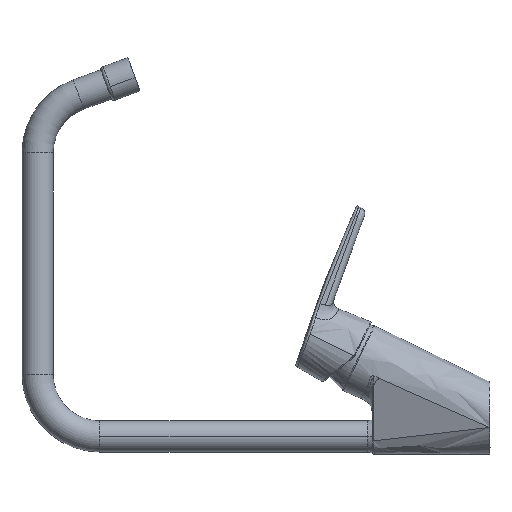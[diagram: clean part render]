
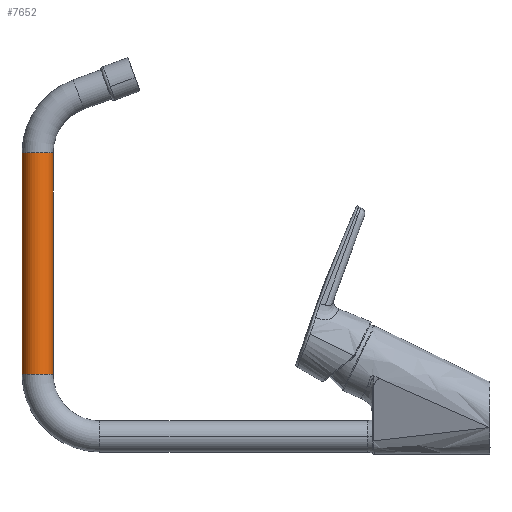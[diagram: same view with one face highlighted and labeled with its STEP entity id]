
A CAD part, left-side view. The second image highlights one B-rep face of the part: STEP entity #7652.
In plain terms, the highlighted cylindrical face has radius 10 mm (diameter 20 mm), a partial arc.
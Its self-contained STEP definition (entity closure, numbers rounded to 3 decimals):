
#51 = VERTEX_POINT ( 'NONE', #6931 ) ;
#198 = EDGE_CURVE ( 'NONE', #51, #8001, #3442, .T. ) ;
#370 = FACE_OUTER_BOUND ( 'NONE', #10805, .T. ) ;
#406 = DIRECTION ( 'NONE',  ( 0., 0., -1. ) ) ;
#638 = VERTEX_POINT ( 'NONE', #9921 ) ;
#948 = DIRECTION ( 'NONE',  ( 0., 0., -1. ) ) ;
#1080 = AXIS2_PLACEMENT_3D ( 'NONE', #8633, #9744, #3837 ) ;
#2232 = CARTESIAN_POINT ( 'NONE',  ( 0., 280.7, 28.25 ) ) ;
#2272 = VECTOR ( 'NONE', #3667, 1000. ) ;
#2472 = AXIS2_PLACEMENT_3D ( 'NONE', #12966, #948, #11660 ) ;
#2643 = LINE ( 'NONE', #11932, #2272 ) ;
#3442 = CIRCLE ( 'NONE', #2472, 10. ) ;
#3661 = VERTEX_POINT ( 'NONE', #2232 ) ;
#3667 = DIRECTION ( 'NONE',  ( 0., 0., -1. ) ) ;
#3837 = DIRECTION ( 'NONE',  ( 0., 1., 0. ) ) ;
#4266 = ORIENTED_EDGE ( 'NONE', *, *, #198, .T. ) ;
#5439 = CARTESIAN_POINT ( 'NONE',  ( 0., 300.7, 170.403 ) ) ;
#5750 = ORIENTED_EDGE ( 'NONE', *, *, #12646, .F. ) ;
#5780 = CARTESIAN_POINT ( 'NONE',  ( 0., 300.7, 170.403 ) ) ;
#6931 = CARTESIAN_POINT ( 'NONE',  ( 0., 280.7, 170.403 ) ) ;
#7003 = LINE ( 'NONE', #5439, #14707 ) ;
#7326 = ORIENTED_EDGE ( 'NONE', *, *, #13721, .F. ) ;
#7652 = ADVANCED_FACE ( 'NONE', ( #370 ), #9478, .T. ) ;
#7950 = AXIS2_PLACEMENT_3D ( 'NONE', #11771, #10456, #14294 ) ;
#8001 = VERTEX_POINT ( 'NONE', #5780 ) ;
#8633 = CARTESIAN_POINT ( 'NONE',  ( 0., 290.7, 28.25 ) ) ;
#9478 = CYLINDRICAL_SURFACE ( 'NONE', #7950, 10. ) ;
#9744 = DIRECTION ( 'NONE',  ( 0., 0., -1. ) ) ;
#9921 = CARTESIAN_POINT ( 'NONE',  ( 0., 300.7, 28.25 ) ) ;
#10122 = ORIENTED_EDGE ( 'NONE', *, *, #13138, .T. ) ;
#10456 = DIRECTION ( 'NONE',  ( 0., 0., -1. ) ) ;
#10805 = EDGE_LOOP ( 'NONE', ( #7326, #4266, #10122, #5750 ) ) ;
#11142 = CIRCLE ( 'NONE', #1080, 10. ) ;
#11660 = DIRECTION ( 'NONE',  ( 0., 1., 0. ) ) ;
#11771 = CARTESIAN_POINT ( 'NONE',  ( 0., 290.7, 170.403 ) ) ;
#11932 = CARTESIAN_POINT ( 'NONE',  ( 0., 280.7, 170.403 ) ) ;
#12646 = EDGE_CURVE ( 'NONE', #3661, #638, #11142, .T. ) ;
#12966 = CARTESIAN_POINT ( 'NONE',  ( 0., 290.7, 170.403 ) ) ;
#13138 = EDGE_CURVE ( 'NONE', #8001, #638, #7003, .T. ) ;
#13721 = EDGE_CURVE ( 'NONE', #51, #3661, #2643, .T. ) ;
#14294 = DIRECTION ( 'NONE',  ( 0., 1., 0. ) ) ;
#14707 = VECTOR ( 'NONE', #406, 1000. ) ;
